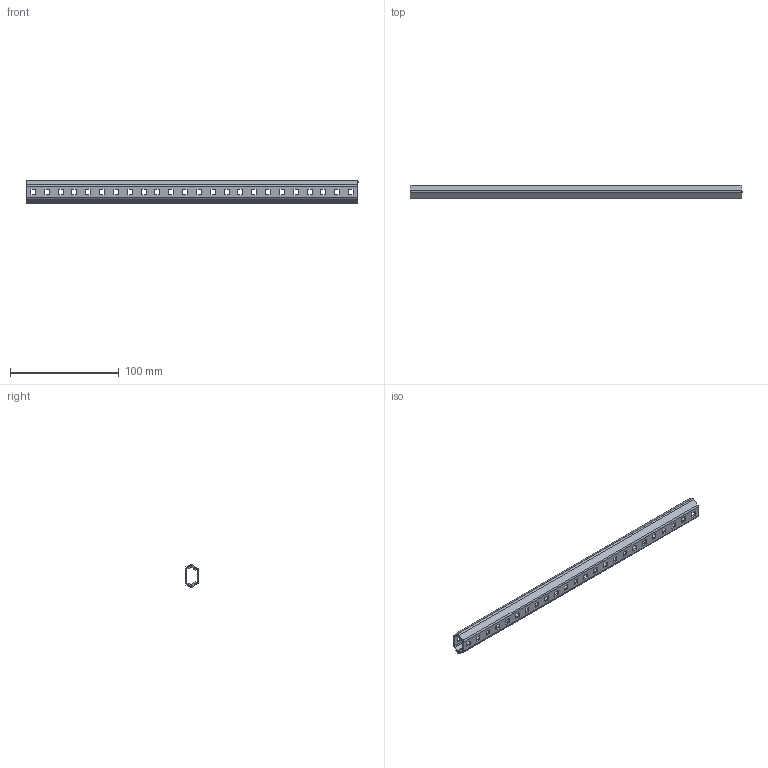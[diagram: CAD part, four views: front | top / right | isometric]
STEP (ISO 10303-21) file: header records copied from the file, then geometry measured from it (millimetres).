
FILE_DESCRIPTION (( 'STEP AP203' ), '1' );
FILE_NAME ('VL-SLIDE-ASSY.STEP', '2008-06-02T16:03:05', ( 'Innovation First, Inc.' ), ( 'Innovation First, Inc.' ), 'SwSTEP 2.0', 'SolidWorks 2007', '' );
FILE_SCHEMA (( 'CONFIG_CONTROL_DESIGN' ));
Length unit declared in the file: inch
Products named in the file (3): VL-SLIDE-O-24 RevA; VL-SLIDE-ASSY; VL-SLIDE-I-24 RevA
Assembly tree (2 placements, depth 2):
  VL-SLIDE-ASSY
    VL-SLIDE-O-24 RevA
    VL-SLIDE-I-24 RevA
Bounding box: 304.8 x 12.55 x 21.48 mm (x, y, z)
Volume: 24116 mm3; surface area: 43862.6 mm2
Topology: 2 solids, 2 shells, 492 faces, 1400 edges, 912 vertices
Faces by surface type: plane 284, cylinder 208
Entity records: 16491 total; most frequent: DIRECTION 2810, CARTESIAN_POINT 2809, ORIENTED_EDGE 2800, EDGE_CURVE 1400, LINE 984, VECTOR 984, AXIS2_PLACEMENT_3D 913, VERTEX_POINT 912
